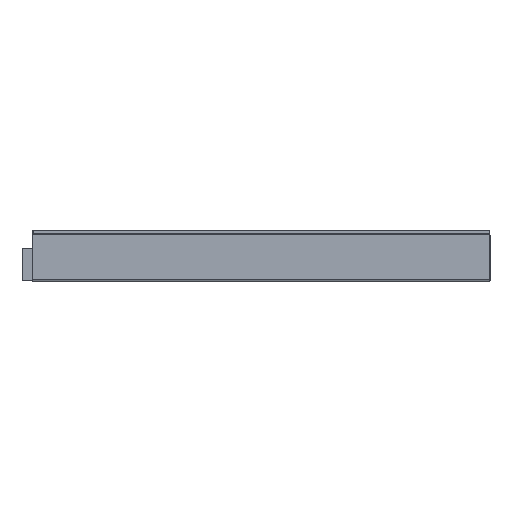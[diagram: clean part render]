
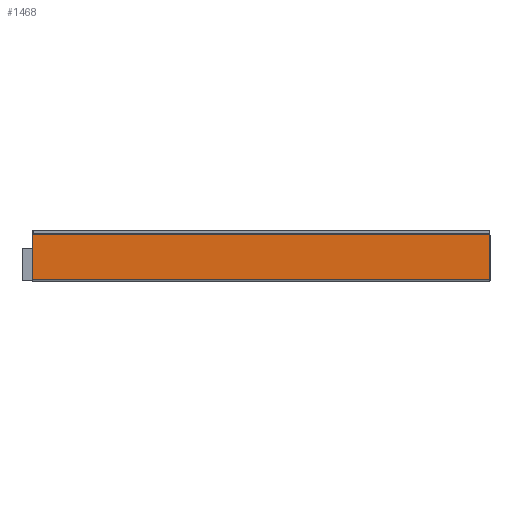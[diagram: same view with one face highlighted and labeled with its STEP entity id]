
A CAD part, top view. The second image highlights one B-rep face of the part: STEP entity #1468.
In plain terms, the highlighted planar face has unit normal (0, 0, 1).
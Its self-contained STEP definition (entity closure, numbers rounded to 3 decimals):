
#61 = DIRECTION ( 'NONE',  ( 0., 1., 0. ) ) ;
#146 = DIRECTION ( 'NONE',  ( 0., 0., -1. ) ) ;
#160 = EDGE_CURVE ( 'NONE', #1230, #1960, #1288, .T. ) ;
#307 = ORIENTED_EDGE ( 'NONE', *, *, #602, .T. ) ;
#311 = LINE ( 'NONE', #1546, #1791 ) ;
#329 = ORIENTED_EDGE ( 'NONE', *, *, #1028, .T. ) ;
#346 = PLANE ( 'NONE',  #2025 ) ;
#362 = EDGE_LOOP ( 'NONE', ( #307, #329, #2114, #2012 ) ) ;
#508 = FACE_OUTER_BOUND ( 'NONE', #362, .T. ) ;
#587 = CARTESIAN_POINT ( 'NONE',  ( 125.9, 0.7, 0. ) ) ;
#602 = EDGE_CURVE ( 'NONE', #1960, #1094, #1052, .T. ) ;
#763 = EDGE_CURVE ( 'NONE', #2209, #1230, #311, .T. ) ;
#806 = DIRECTION ( 'NONE',  ( 1., 0., 0. ) ) ;
#897 = CARTESIAN_POINT ( 'NONE',  ( 125.9, 0., 0. ) ) ;
#950 = CARTESIAN_POINT ( 'NONE',  ( -2., 13.4, 0. ) ) ;
#969 = VECTOR ( 'NONE', #806, 1000. ) ;
#972 = CARTESIAN_POINT ( 'NONE',  ( -2., 0.7, 0. ) ) ;
#981 = CARTESIAN_POINT ( 'NONE',  ( -2., 0., 0. ) ) ;
#1018 = DIRECTION ( 'NONE',  ( -1., 0., 0. ) ) ;
#1028 = EDGE_CURVE ( 'NONE', #1094, #2209, #1857, .T. ) ;
#1037 = CARTESIAN_POINT ( 'NONE',  ( 0., 0., 0. ) ) ;
#1052 = LINE ( 'NONE', #972, #969 ) ;
#1094 = VERTEX_POINT ( 'NONE', #587 ) ;
#1230 = VERTEX_POINT ( 'NONE', #950 ) ;
#1288 = LINE ( 'NONE', #981, #2042 ) ;
#1302 = CARTESIAN_POINT ( 'NONE',  ( -2., 0.7, 0. ) ) ;
#1468 = ADVANCED_FACE ( 'NONE', ( #508 ), #346, .F. ) ;
#1546 = CARTESIAN_POINT ( 'NONE',  ( -2., 13.4, 0. ) ) ;
#1571 = DIRECTION ( 'NONE',  ( -1., 0., 0. ) ) ;
#1641 = VECTOR ( 'NONE', #61, 1000. ) ;
#1769 = CARTESIAN_POINT ( 'NONE',  ( 125.9, 13.4, 0. ) ) ;
#1791 = VECTOR ( 'NONE', #1018, 1000. ) ;
#1857 = LINE ( 'NONE', #897, #1641 ) ;
#1877 = DIRECTION ( 'NONE',  ( 0., -1., 0. ) ) ;
#1960 = VERTEX_POINT ( 'NONE', #1302 ) ;
#2012 = ORIENTED_EDGE ( 'NONE', *, *, #160, .T. ) ;
#2025 = AXIS2_PLACEMENT_3D ( 'NONE', #1037, #146, #1571 ) ;
#2042 = VECTOR ( 'NONE', #1877, 1000. ) ;
#2114 = ORIENTED_EDGE ( 'NONE', *, *, #763, .T. ) ;
#2209 = VERTEX_POINT ( 'NONE', #1769 ) ;
